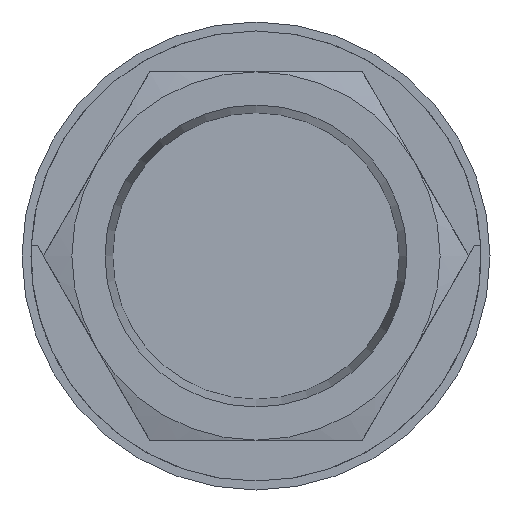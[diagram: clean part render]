
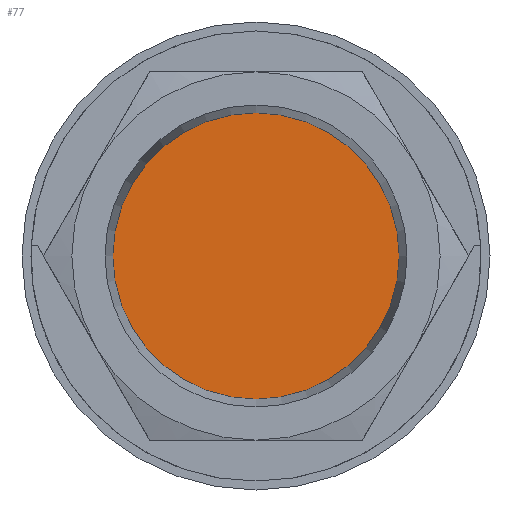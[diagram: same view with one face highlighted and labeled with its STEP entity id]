
A CAD part, left-side view. The second image highlights one B-rep face of the part: STEP entity #77.
In plain terms, the highlighted planar face has unit normal (-1, 0, 0).
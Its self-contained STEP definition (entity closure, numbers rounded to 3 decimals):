
#77 = ADVANCED_FACE( '', ( #169 ), #170, .F. );
#169 = FACE_OUTER_BOUND( '', #274, .T. );
#170 = PLANE( '', #275 );
#274 = EDGE_LOOP( '', ( #417 ) );
#275 = AXIS2_PLACEMENT_3D( '', #418, #419, #420 );
#417 = ORIENTED_EDGE( '', *, *, #597, .F. );
#418 = CARTESIAN_POINT( '', ( 2.167, 0., 0. ) );
#419 = DIRECTION( '', ( 1., 0., 0. ) );
#420 = DIRECTION( '', ( 0., 0., -1. ) );
#597 = EDGE_CURVE( '', #707, #707, #708, .T. );
#707 = VERTEX_POINT( '', #875 );
#708 = CIRCLE( '', #876, 7. );
#875 = CARTESIAN_POINT( '', ( 2.167, 0., -7. ) );
#876 = AXIS2_PLACEMENT_3D( '', #999, #1000, #1001 );
#999 = CARTESIAN_POINT( '', ( 2.167, 0., 0. ) );
#1000 = DIRECTION( '', ( 1., 0., 0. ) );
#1001 = DIRECTION( '', ( 0., 0., -1. ) );
